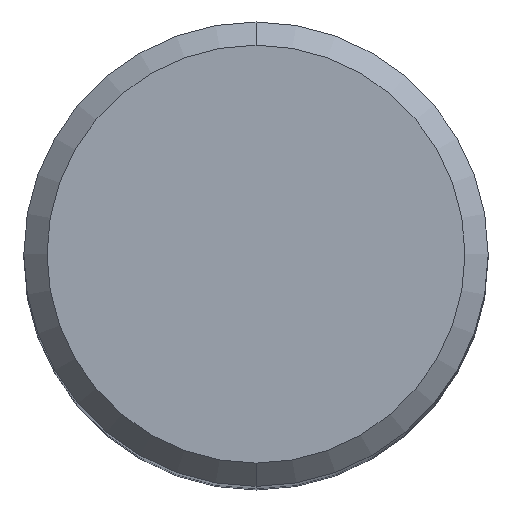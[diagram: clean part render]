
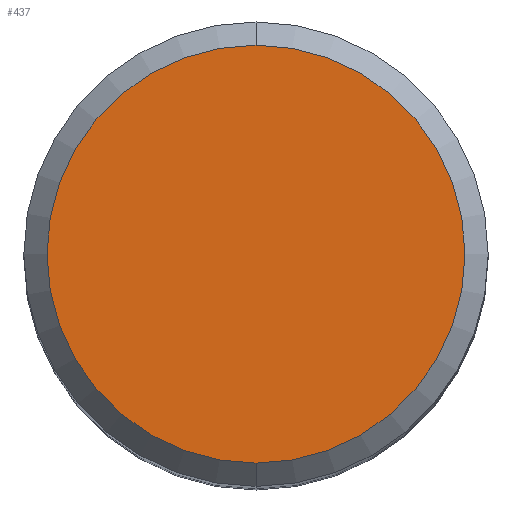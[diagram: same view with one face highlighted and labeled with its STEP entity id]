
A CAD part, top view. The second image highlights one B-rep face of the part: STEP entity #437.
In plain terms, the highlighted planar face has unit normal (0, 0, 1).
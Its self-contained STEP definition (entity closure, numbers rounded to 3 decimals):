
#177=EDGE_CURVE('',#369,#187,#469,.T.);
#187=VERTEX_POINT('',#480);
#193=EDGE_CURVE('',#187,#369,#488,.T.);
#369=VERTEX_POINT('',#680);
#437=ADVANCED_FACE('',(#755),#756,.T.);
#469=CIRCLE('',#785,7.2);
#480=CARTESIAN_POINT('',(0.0,7.2,0.0));
#488=CIRCLE('',#808,7.2);
#680=CARTESIAN_POINT('',(0.,-7.2,0.0));
#755=FACE_OUTER_BOUND('',#1422,.T.);
#756=PLANE('',#1423);
#785=AXIS2_PLACEMENT_3D('',#1453,#1454,#1455);
#808=AXIS2_PLACEMENT_3D('',#1484,#1485,#1486);
#1422=EDGE_LOOP('',(#1774,#1775));
#1423=AXIS2_PLACEMENT_3D('',#1776,#1777,#1778);
#1453=CARTESIAN_POINT('',(0.0,0.0,0.0));
#1454=DIRECTION('',(0.0,0.0,-1.0));
#1455=DIRECTION('',(0.0,1.0,0.0));
#1484=CARTESIAN_POINT('',(0.0,0.0,0.0));
#1485=DIRECTION('',(0.0,0.0,-1.0));
#1486=DIRECTION('',(0.0,1.0,0.0));
#1774=ORIENTED_EDGE('',*,*,#193,.F.);
#1775=ORIENTED_EDGE('',*,*,#177,.F.);
#1776=CARTESIAN_POINT('',(0.0,3.6,0.0));
#1777=DIRECTION('',(-0.0,0.0,1.0));
#1778=DIRECTION('',(0.0,-1.0,0.0));
